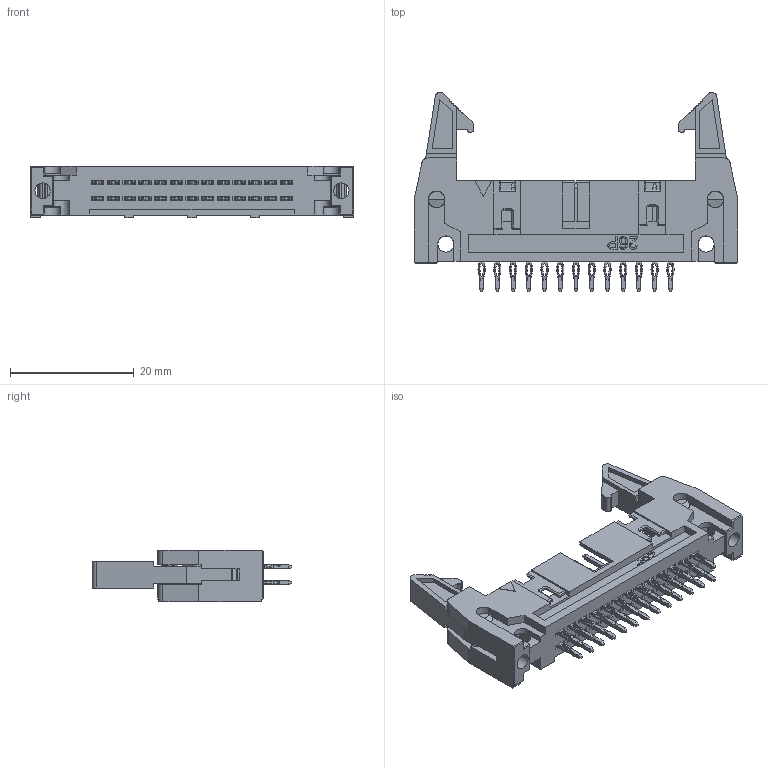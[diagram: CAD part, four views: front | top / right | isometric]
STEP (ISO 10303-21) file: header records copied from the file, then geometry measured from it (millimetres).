
FILE_DESCRIPTION( ('This file contains a STEP AP42 implementation' ,'as created by ZW3D STEP Interface translator.') ,'2;1' );
FILE_NAME( '3210-XXPXXBLX1.stp' ,'231129.145823', (''), ('ZWCAD Software Co.'), 'Version 1.0', 'ZW3D to STEP translator', '' );
FILE_SCHEMA(('AUTOMOTIVE_DESIGN { 1 0 10303 214 1 1 1 1 }'));
Length unit declared in the file: millimetre
Products named in the file (2): 0; 3210-26PXXBLX1
Bounding box: 52.22 x 32.2 x 8.33 mm (x, y, z)
Volume: 3647.6 mm3; surface area: 5896.6 mm2
Topology: 1 solids, 1 shells, 2364 faces, 6281 edges, 3951 vertices
Faces by surface type: plane 1692, bspline 372, cylinder 192, cone 108
Entity records: 98578 total; most frequent: CARTESIAN_POINT 50904, ORIENTED_EDGE 12584, EDGE_CURVE 6276, B_SPLINE_CURVE_WITH_KNOTS 5860, DIRECTION 4414, VERTEX_POINT 3951, EDGE_LOOP 2489, FACE_OUTER_BOUND 2364
